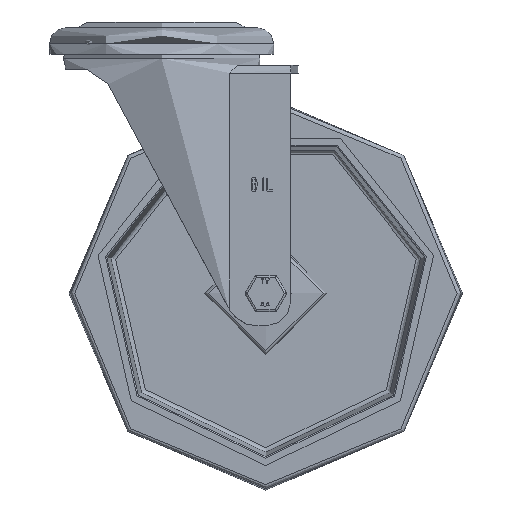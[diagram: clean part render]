
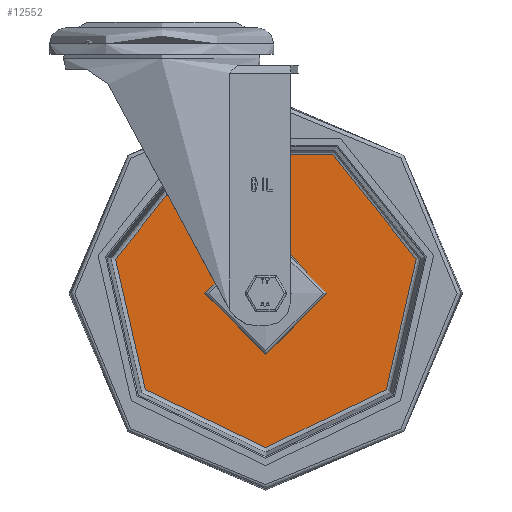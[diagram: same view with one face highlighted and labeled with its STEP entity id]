
A CAD part, front view. The second image highlights one B-rep face of the part: STEP entity #12552.
In plain terms, the highlighted planar face has unit normal (0, -1, 0).
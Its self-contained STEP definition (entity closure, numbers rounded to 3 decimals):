
#457=FACE_BOUND('',#4285,.T.);
#677=PLANE('',#13636);
#3482=FACE_OUTER_BOUND('',#4284,.T.);
#4284=EDGE_LOOP('',(#9475));
#4285=EDGE_LOOP('',(#9476));
#5111=CIRCLE('',#13592,78.345);
#5112=CIRCLE('',#13594,29.75);
#5737=VERTEX_POINT('',#19333);
#5738=VERTEX_POINT('',#19337);
#7120=EDGE_CURVE('',#5737,#5737,#5111,.T.);
#7121=EDGE_CURVE('',#5738,#5738,#5112,.T.);
#9475=ORIENTED_EDGE('',*,*,#7120,.F.);
#9476=ORIENTED_EDGE('',*,*,#7121,.T.);
#12552=ADVANCED_FACE('',(#3482,#457),#677,.T.);
#13592=AXIS2_PLACEMENT_3D('',#19335,#15184,#15185);
#13594=AXIS2_PLACEMENT_3D('',#19338,#15188,#15189);
#13636=AXIS2_PLACEMENT_3D('',#19407,#15280,#15281);
#15184=DIRECTION('center_axis',(0.,1.,0.));
#15185=DIRECTION('ref_axis',(0.,0.,1.));
#15188=DIRECTION('center_axis',(0.,1.,0.));
#15189=DIRECTION('ref_axis',(0.,0.,1.));
#15280=DIRECTION('center_axis',(0.,-1.,0.));
#15281=DIRECTION('ref_axis',(0.,0.,-1.));
#19333=CARTESIAN_POINT('',(0.,-3.25,-78.345));
#19335=CARTESIAN_POINT('Origin',(0.,-3.25,0.));
#19337=CARTESIAN_POINT('',(0.,-3.25,-29.75));
#19338=CARTESIAN_POINT('Origin',(0.,-3.25,0.));
#19407=CARTESIAN_POINT('Origin',(0.,-3.25,54.048));
